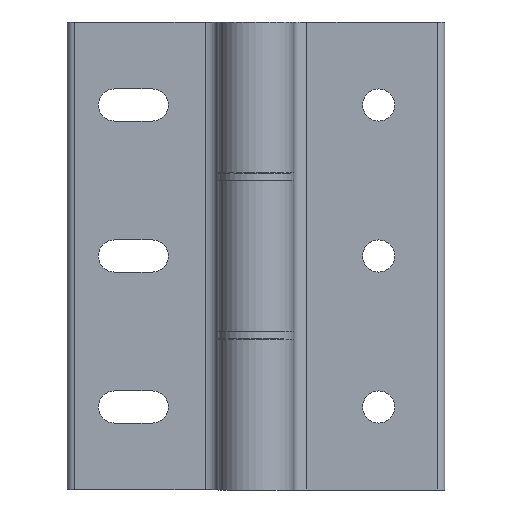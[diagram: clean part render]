
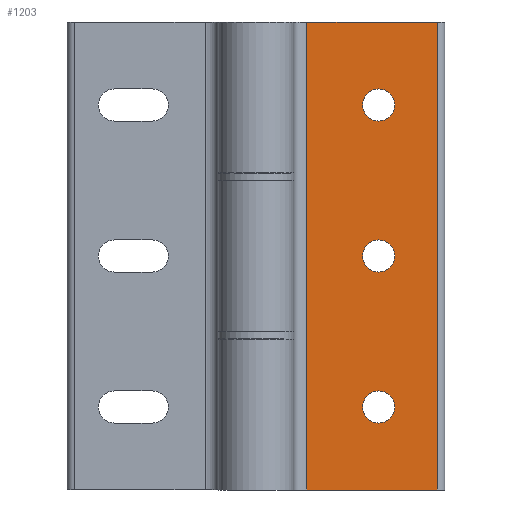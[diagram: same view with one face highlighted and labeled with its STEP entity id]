
A CAD part, front view. The second image highlights one B-rep face of the part: STEP entity #1203.
In plain terms, the highlighted face is planar.
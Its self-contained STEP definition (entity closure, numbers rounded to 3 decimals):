
#79=LINE('',#1909,#169);
#80=LINE('',#1913,#170);
#81=LINE('',#1915,#171);
#82=LINE('',#1916,#172);
#169=VECTOR('',#1522,124.);
#170=VECTOR('',#1527,34.5);
#171=VECTOR('',#1528,124.);
#172=VECTOR('',#1529,34.5);
#240=PLANE('',#1303);
#273=FACE_BOUND('',#403,.T.);
#274=FACE_BOUND('',#404,.T.);
#275=FACE_BOUND('',#405,.T.);
#324=FACE_OUTER_BOUND('',#402,.T.);
#402=EDGE_LOOP('',(#908,#909,#910,#911));
#403=EDGE_LOOP('',(#912));
#404=EDGE_LOOP('',(#913));
#405=EDGE_LOOP('',(#914));
#486=CIRCLE('',#1261,4.25);
#488=CIRCLE('',#1264,4.25);
#490=CIRCLE('',#1267,4.25);
#556=VERTEX_POINT('',#1804);
#558=VERTEX_POINT('',#1809);
#560=VERTEX_POINT('',#1814);
#592=VERTEX_POINT('',#1906);
#593=VERTEX_POINT('',#1908);
#594=VERTEX_POINT('',#1912);
#595=VERTEX_POINT('',#1914);
#672=EDGE_CURVE('',#556,#556,#486,.T.);
#674=EDGE_CURVE('',#558,#558,#488,.T.);
#676=EDGE_CURVE('',#560,#560,#490,.T.);
#721=EDGE_CURVE('',#593,#592,#79,.T.);
#723=EDGE_CURVE('',#592,#594,#80,.T.);
#724=EDGE_CURVE('',#595,#594,#81,.T.);
#725=EDGE_CURVE('',#593,#595,#82,.T.);
#908=ORIENTED_EDGE('',*,*,#723,.T.);
#909=ORIENTED_EDGE('',*,*,#724,.F.);
#910=ORIENTED_EDGE('',*,*,#725,.F.);
#911=ORIENTED_EDGE('',*,*,#721,.T.);
#912=ORIENTED_EDGE('',*,*,#672,.T.);
#913=ORIENTED_EDGE('',*,*,#674,.T.);
#914=ORIENTED_EDGE('',*,*,#676,.T.);
#1203=ADVANCED_FACE('',(#324,#273,#274,#275),#240,.T.);
#1261=AXIS2_PLACEMENT_3D('',#1805,#1414,#1415);
#1264=AXIS2_PLACEMENT_3D('',#1810,#1420,#1421);
#1267=AXIS2_PLACEMENT_3D('',#1815,#1426,#1427);
#1303=AXIS2_PLACEMENT_3D('',#1911,#1525,#1526);
#1414=DIRECTION('center_axis',(0.,0.,-1.));
#1415=DIRECTION('ref_axis',(-1.,0.,0.));
#1420=DIRECTION('center_axis',(0.,0.,-1.));
#1421=DIRECTION('ref_axis',(-1.,0.,0.));
#1426=DIRECTION('center_axis',(0.,0.,-1.));
#1427=DIRECTION('ref_axis',(-1.,0.,0.));
#1522=DIRECTION('',(0.,-1.,0.));
#1525=DIRECTION('center_axis',(0.,0.,1.));
#1526=DIRECTION('ref_axis',(1.,0.,0.));
#1527=DIRECTION('',(1.,0.,0.));
#1528=DIRECTION('',(0.,-1.,0.));
#1529=DIRECTION('',(1.,0.,0.));
#1804=CARTESIAN_POINT('',(16.75,-40.,-6.));
#1805=CARTESIAN_POINT('Origin',(12.5,-40.,-6.));
#1809=CARTESIAN_POINT('',(16.75,0.,-6.));
#1810=CARTESIAN_POINT('Origin',(12.5,0.,-6.));
#1814=CARTESIAN_POINT('',(16.75,40.,-6.));
#1815=CARTESIAN_POINT('Origin',(12.5,40.,-6.));
#1906=CARTESIAN_POINT('',(-6.5,-62.,-6.));
#1908=CARTESIAN_POINT('',(-6.5,62.,-6.));
#1909=CARTESIAN_POINT('',(-6.5,62.,-6.));
#1911=CARTESIAN_POINT('Origin',(-6.5,62.,-6.));
#1912=CARTESIAN_POINT('',(28.,-62.,-6.));
#1913=CARTESIAN_POINT('',(-6.5,-62.,-6.));
#1914=CARTESIAN_POINT('',(28.,62.,-6.));
#1915=CARTESIAN_POINT('',(28.,62.,-6.));
#1916=CARTESIAN_POINT('',(-6.5,62.,-6.));
